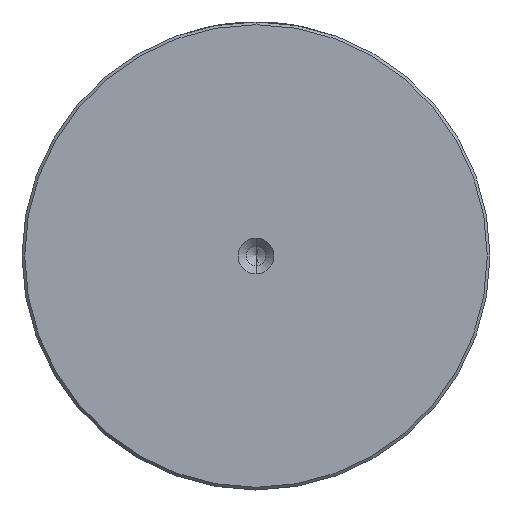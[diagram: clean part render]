
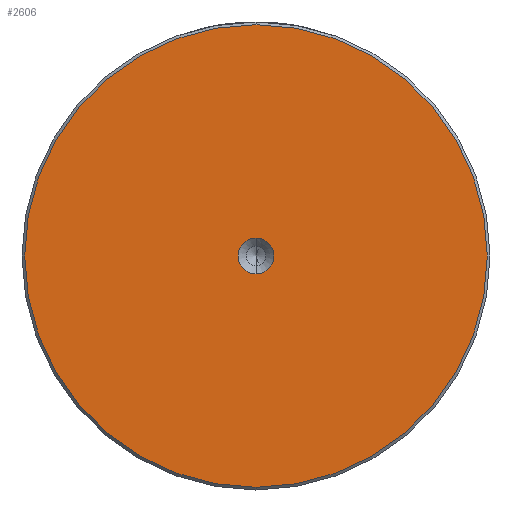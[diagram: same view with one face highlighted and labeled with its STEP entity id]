
A CAD part, left-side view. The second image highlights one B-rep face of the part: STEP entity #2606.
In plain terms, the highlighted planar face has unit normal (-1, 0, 0).
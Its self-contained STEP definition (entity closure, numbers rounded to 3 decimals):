
#62 = ORIENTED_EDGE ( 'NONE', *, *, #2682, .T. ) ;
#228 = CIRCLE ( 'NONE', #3024, 42.5 ) ;
#234 = EDGE_CURVE ( 'NONE', #1841, #1480, #1229, .T. ) ;
#350 = AXIS2_PLACEMENT_3D ( 'NONE', #1175, #2876, #1433 ) ;
#479 = VERTEX_POINT ( 'NONE', #2637 ) ;
#713 = ORIENTED_EDGE ( 'NONE', *, *, #1513, .T. ) ;
#715 = FACE_OUTER_BOUND ( 'NONE', #847, .T. ) ;
#736 = VERTEX_POINT ( 'NONE', #1761 ) ;
#767 = AXIS2_PLACEMENT_3D ( 'NONE', #2873, #1430, #3118 ) ;
#828 = ORIENTED_EDGE ( 'NONE', *, *, #2129, .F. ) ;
#847 = EDGE_LOOP ( 'NONE', ( #713, #62 ) ) ;
#876 = DIRECTION ( 'NONE',  ( 0., 0., 1. ) ) ;
#905 = CIRCLE ( 'NONE', #767, 42.5 ) ;
#926 = CARTESIAN_POINT ( 'NONE',  ( 0., 0., 0. ) ) ;
#997 = CARTESIAN_POINT ( 'NONE',  ( 0., 0., 3.3 ) ) ;
#1016 = EDGE_LOOP ( 'NONE', ( #1546, #828 ) ) ;
#1021 = AXIS2_PLACEMENT_3D ( 'NONE', #2551, #2395, #2302 ) ;
#1116 = DIRECTION ( 'NONE',  ( -1., 0., 0. ) ) ;
#1175 = CARTESIAN_POINT ( 'NONE',  ( 0., 0., 0. ) ) ;
#1179 = DIRECTION ( 'NONE',  ( 0., 0., 1. ) ) ;
#1229 = CIRCLE ( 'NONE', #1021, 3.3 ) ;
#1430 = DIRECTION ( 'NONE',  ( -1., 0., 0. ) ) ;
#1433 = DIRECTION ( 'NONE',  ( 0., 0., 1. ) ) ;
#1480 = VERTEX_POINT ( 'NONE', #3093 ) ;
#1513 = EDGE_CURVE ( 'NONE', #479, #736, #228, .T. ) ;
#1546 = ORIENTED_EDGE ( 'NONE', *, *, #234, .F. ) ;
#1761 = CARTESIAN_POINT ( 'NONE',  ( 0., 0., 42.5 ) ) ;
#1841 = VERTEX_POINT ( 'NONE', #997 ) ;
#1874 = PLANE ( 'NONE',  #3119 ) ;
#2008 = CIRCLE ( 'NONE', #350, 3.3 ) ;
#2113 = CARTESIAN_POINT ( 'NONE',  ( 0., 0., 0. ) ) ;
#2129 = EDGE_CURVE ( 'NONE', #1480, #1841, #2008, .T. ) ;
#2302 = DIRECTION ( 'NONE',  ( 0., 0., 1. ) ) ;
#2395 = DIRECTION ( 'NONE',  ( -1., 0., 0. ) ) ;
#2551 = CARTESIAN_POINT ( 'NONE',  ( 0., 0., 0. ) ) ;
#2606 = ADVANCED_FACE ( 'NONE', ( #715, #2860 ), #1874, .T. ) ;
#2637 = CARTESIAN_POINT ( 'NONE',  ( 0., 0., -42.5 ) ) ;
#2640 = DIRECTION ( 'NONE',  ( -1., 0., 0. ) ) ;
#2682 = EDGE_CURVE ( 'NONE', #736, #479, #905, .T. ) ;
#2860 = FACE_BOUND ( 'NONE', #1016, .T. ) ;
#2873 = CARTESIAN_POINT ( 'NONE',  ( 0., 0., 0. ) ) ;
#2876 = DIRECTION ( 'NONE',  ( -1., 0., 0. ) ) ;
#3024 = AXIS2_PLACEMENT_3D ( 'NONE', #926, #2640, #1179 ) ;
#3093 = CARTESIAN_POINT ( 'NONE',  ( 0., 0., -3.3 ) ) ;
#3118 = DIRECTION ( 'NONE',  ( 0., 0., 1. ) ) ;
#3119 = AXIS2_PLACEMENT_3D ( 'NONE', #2113, #1116, #876 ) ;
